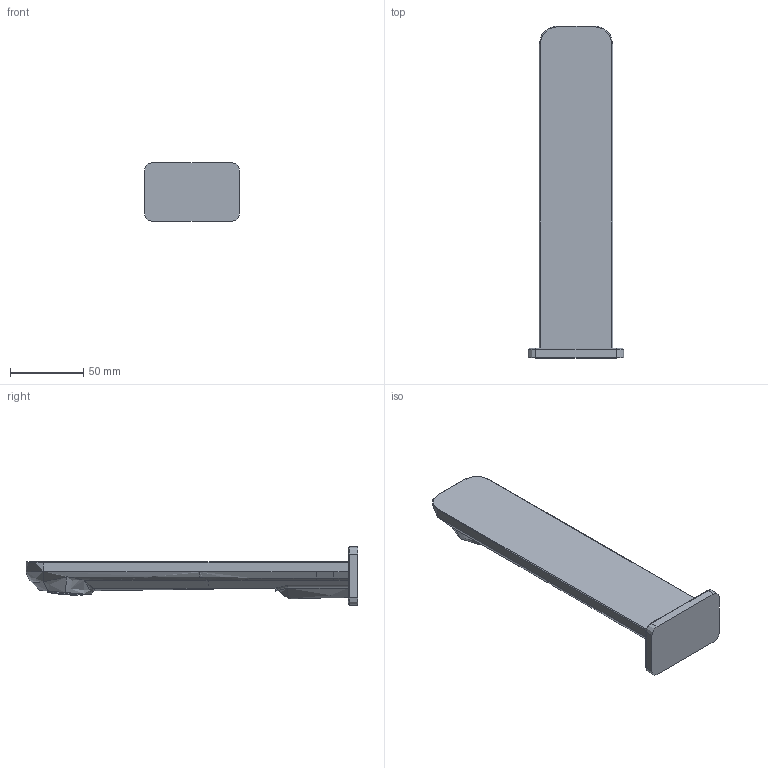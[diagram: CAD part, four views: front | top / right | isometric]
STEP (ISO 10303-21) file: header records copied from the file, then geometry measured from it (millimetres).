
FILE_DESCRIPTION(/* description */ (''),/* implementation_level */ '2;1');
FILE_NAME(/* name */ '3160 3D.stp',/* time_stamp */ '2017-01-04T14:01:50-05:00',/* author */ ('simono'),/* organization */ (''),/* preprocessor_version */ 'ST-DEVELOPER v15.6',/* originating_system */ 'Autodesk Inventor 2015',/* authorisation */ '');
FILE_SCHEMA (('AUTOMOTIVE_DESIGN { 1 0 10303 214 3 1 1 }'));
Length unit declared in the file: millimetre
Products named in the file (1): 3160_Shrinkwrap_3
Bounding box: 65 x 226.5 x 40 mm (x, y, z)
Volume: 119484.7 mm3; surface area: 58698 mm2
Topology: 3 solids, 3 shells, 352 faces, 897 edges, 530 vertices
Faces by surface type: cylinder 107, bspline 94, plane 66, torus 49, sphere 24, cone 12
Full cylindrical faces by diameter (mm): 2.5 x1, 3.242 x2, 4.459 x6, 16 x4, 18 x1, 18.5 x1, 20.5 x1, 22.517 x1, 23.202 x1, 24 x2, 25 x1
Entity records: 22920 total; most frequent: CARTESIAN_POINT 15131, ORIENTED_EDGE 1624, DIRECTION 1360, EDGE_CURVE 812, AXIS2_PLACEMENT_3D 570, VERTEX_POINT 511, EDGE_LOOP 393, STYLED_ITEM 350
